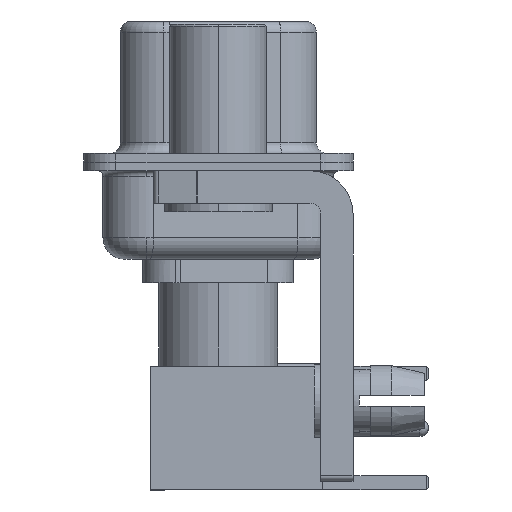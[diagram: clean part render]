
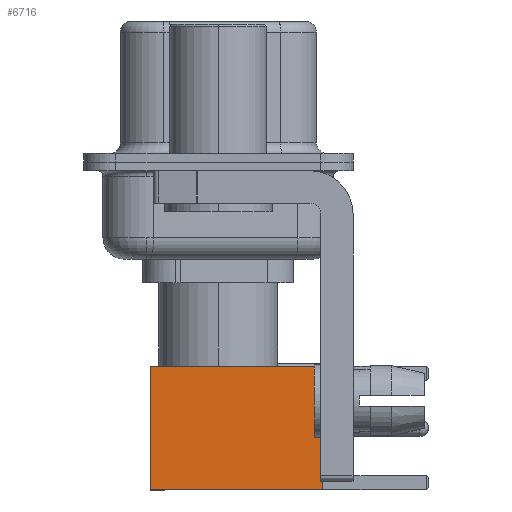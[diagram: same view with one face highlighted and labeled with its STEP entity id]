
A CAD part, left-side view. The second image highlights one B-rep face of the part: STEP entity #6716.
In plain terms, the highlighted face is planar.
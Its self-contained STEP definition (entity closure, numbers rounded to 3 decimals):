
#492 = VECTOR ( 'NONE', #5224, 1000. ) ;
#1118 = FACE_OUTER_BOUND ( 'NONE', #31820, .T. ) ;
#1838 = DIRECTION ( 'NONE',  ( -1., 0., 0. ) ) ;
#2275 = CARTESIAN_POINT ( 'NONE',  ( 2.875, 2.875, 8. ) ) ;
#3593 = PLANE ( 'NONE',  #31774 ) ;
#5224 = DIRECTION ( 'NONE',  ( 0., 0., -1. ) ) ;
#5594 = CARTESIAN_POINT ( 'NONE',  ( 2.875, 2.875, 0. ) ) ;
#5773 = LINE ( 'NONE', #14456, #28215 ) ;
#5940 = VERTEX_POINT ( 'NONE', #20773 ) ;
#6262 = LINE ( 'NONE', #14794, #21469 ) ;
#6716 = ADVANCED_FACE ( 'NONE', ( #1118 ), #3593, .T. ) ;
#9130 = DIRECTION ( 'NONE',  ( 0., 1., 0. ) ) ;
#9467 = CARTESIAN_POINT ( 'NONE',  ( 2.875, 2.875, 0. ) ) ;
#9871 = CARTESIAN_POINT ( 'NONE',  ( -2.875, 2.875, 0. ) ) ;
#12036 = EDGE_CURVE ( 'NONE', #31321, #5940, #5773, .T. ) ;
#13181 = ORIENTED_EDGE ( 'NONE', *, *, #20590, .F. ) ;
#14264 = DIRECTION ( 'NONE',  ( 0., 0., -1. ) ) ;
#14290 = VERTEX_POINT ( 'NONE', #9871 ) ;
#14388 = EDGE_CURVE ( 'NONE', #31321, #20704, #29473, .T. ) ;
#14456 = CARTESIAN_POINT ( 'NONE',  ( 0., 2.875, 8. ) ) ;
#14794 = CARTESIAN_POINT ( 'NONE',  ( -2.875, 2.875, 0. ) ) ;
#16021 = VECTOR ( 'NONE', #1838, 1000. ) ;
#17639 = ORIENTED_EDGE ( 'NONE', *, *, #14388, .T. ) ;
#20590 = EDGE_CURVE ( 'NONE', #5940, #14290, #6262, .T. ) ;
#20704 = VERTEX_POINT ( 'NONE', #26352 ) ;
#20773 = CARTESIAN_POINT ( 'NONE',  ( -2.875, 2.875, 8. ) ) ;
#21415 = CARTESIAN_POINT ( 'NONE',  ( 0., 2.875, 0. ) ) ;
#21469 = VECTOR ( 'NONE', #14264, 1000. ) ;
#25177 = DIRECTION ( 'NONE',  ( -1., 0., 0. ) ) ;
#26352 = CARTESIAN_POINT ( 'NONE',  ( 2.875, 2.875, 0. ) ) ;
#26954 = ORIENTED_EDGE ( 'NONE', *, *, #33485, .T. ) ;
#28215 = VECTOR ( 'NONE', #25177, 1000. ) ;
#29473 = LINE ( 'NONE', #5594, #492 ) ;
#31042 = DIRECTION ( 'NONE',  ( 0., 0., 1. ) ) ;
#31321 = VERTEX_POINT ( 'NONE', #2275 ) ;
#31774 = AXIS2_PLACEMENT_3D ( 'NONE', #9467, #9130, #31042 ) ;
#31820 = EDGE_LOOP ( 'NONE', ( #17639, #26954, #13181, #32123 ) ) ;
#31955 = LINE ( 'NONE', #21415, #16021 ) ;
#32123 = ORIENTED_EDGE ( 'NONE', *, *, #12036, .F. ) ;
#33485 = EDGE_CURVE ( 'NONE', #20704, #14290, #31955, .T. ) ;
